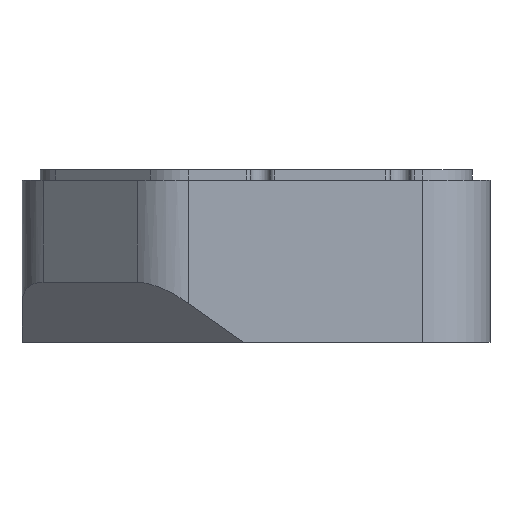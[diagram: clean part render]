
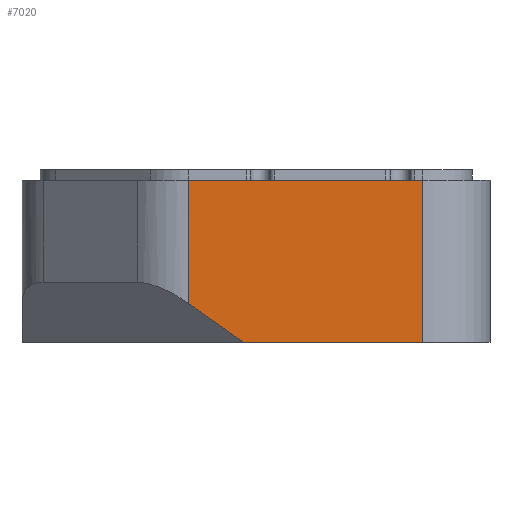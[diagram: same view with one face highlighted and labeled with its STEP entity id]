
A CAD part, left-side view. The second image highlights one B-rep face of the part: STEP entity #7020.
In plain terms, the highlighted planar face has unit normal (-1, 0, 0).
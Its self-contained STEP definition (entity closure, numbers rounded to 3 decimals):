
#5614=CARTESIAN_POINT('',(-88.,-37.,-12.));
#5615=VERTEX_POINT('',#5614);
#5622=CARTESIAN_POINT('',(-88.,2.787,-12.));
#5623=VERTEX_POINT('',#5622);
#5624=CARTESIAN_POINT('',(-88.,-37.,-12.));
#5625=DIRECTION('',(0.,1.,0.));
#5626=VECTOR('',#5625,39.787);
#5627=LINE('',#5624,#5626);
#5628=EDGE_CURVE('',#5615,#5623,#5627,.T.);
#6489=CARTESIAN_POINT('',(-88.,15.029,24.));
#6490=VERTEX_POINT('',#6489);
#6498=CARTESIAN_POINT('',(-88.,-37.,24.));
#6499=VERTEX_POINT('',#6498);
#6500=CARTESIAN_POINT('',(-88.,-37.,24.));
#6501=DIRECTION('',(0.,1.,0.));
#6502=VECTOR('',#6501,52.029);
#6503=LINE('',#6500,#6502);
#6504=EDGE_CURVE('',#6499,#6490,#6503,.T.);
#6991=CARTESIAN_POINT('',(-88.,-0.,30.));
#6992=DIRECTION('',(-1.,0.,0.));
#6993=DIRECTION('',(0.,0.,1.));
#6994=AXIS2_PLACEMENT_3D('',#6991,#6992,#6993);
#6995=PLANE('',#6994);
#6996=CARTESIAN_POINT('',(-88.,15.029,-3.343));
#6997=VERTEX_POINT('',#6996);
#6998=CARTESIAN_POINT('',(-88.,15.029,-3.343));
#6999=DIRECTION('',(-0.,-0.816,-0.577));
#7000=VECTOR('',#6999,14.994);
#7001=LINE('',#6998,#7000);
#7002=EDGE_CURVE('',#6997,#5623,#7001,.T.);
#7003=ORIENTED_EDGE('',*,*,#7002,.T.);
#7004=ORIENTED_EDGE('',*,*,#5628,.F.);
#7005=CARTESIAN_POINT('',(-88.,-37.,-12.));
#7006=DIRECTION('',(0.,0.,1.));
#7007=VECTOR('',#7006,36.);
#7008=LINE('',#7005,#7007);
#7009=EDGE_CURVE('',#5615,#6499,#7008,.T.);
#7010=ORIENTED_EDGE('',*,*,#7009,.T.);
#7011=ORIENTED_EDGE('',*,*,#6504,.T.);
#7012=CARTESIAN_POINT('',(-88.,15.029,24.));
#7013=DIRECTION('',(-0.,-0.,-1.));
#7014=VECTOR('',#7013,27.343);
#7015=LINE('',#7012,#7014);
#7016=EDGE_CURVE('',#6490,#6997,#7015,.T.);
#7017=ORIENTED_EDGE('',*,*,#7016,.T.);
#7018=EDGE_LOOP('',(#7003,#7004,#7010,#7011,#7017));
#7019=FACE_BOUND('',#7018,.T.);
#7020=ADVANCED_FACE('',(#7019),#6995,.T.);
